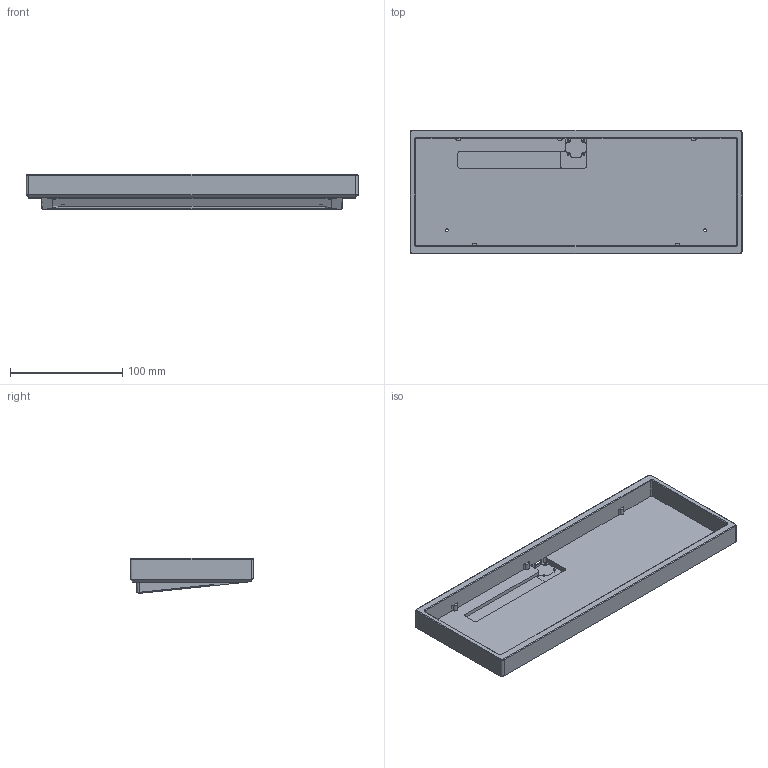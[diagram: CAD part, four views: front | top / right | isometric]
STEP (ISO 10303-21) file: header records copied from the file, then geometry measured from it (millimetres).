
FILE_DESCRIPTION(/* description */ (''),/* implementation_level */ '2;1');
FILE_NAME(/* name */ 'case.step',/* time_stamp */ '2023-02-26T14:49:21+07:00',/* author */ (''),/* organization */ (''),/* preprocessor_version */ 'ST-DEVELOPER v19.2',/* originating_system */ 'Autodesk Translation Framework v11.17.0.187',/* authorisation */ '');
FILE_SCHEMA (('AUTOMOTIVE_DESIGN { 1 0 10303 214 3 1 1 }'));
Length unit declared in the file: millimetre
Products named in the file (1): bakeneko-60-case
Bounding box: 295.7 x 110.2 x 31.25 mm (x, y, z)
Volume: 275111.8 mm3; surface area: 100260.9 mm2
Topology: 1 solids, 1 shells, 173 faces, 459 edges, 294 vertices
Faces by surface type: plane 80, cylinder 73, cone 15, bspline 5
Full cylindrical faces by diameter (mm): 1.6 x4, 2.529 x4, 8.3 x4
Entity records: 5782 total; most frequent: CARTESIAN_POINT 1380, DIRECTION 919, ORIENTED_EDGE 906, EDGE_CURVE 453, AXIS2_PLACEMENT_3D 320, VERTEX_POINT 294, LINE 279, VECTOR 279
